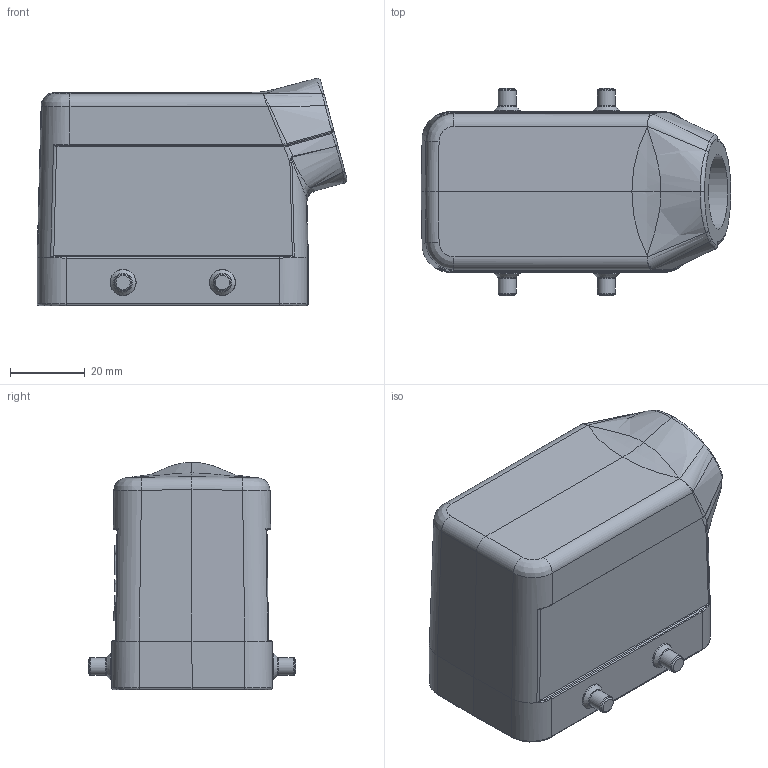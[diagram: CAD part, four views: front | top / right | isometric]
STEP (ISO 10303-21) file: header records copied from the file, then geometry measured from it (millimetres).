
FILE_DESCRIPTION(/* description */ (''),/* implementation_level */ '2;1');
FILE_NAME(/* name */ '100094763ugm000_d.stp',/* time_stamp */ '2017-10-30T09:08:29+01:00',/* author */ (''),/* organization */ (''),/* preprocessor_version */ 'ST-DEVELOPER v16',/* originating_system */ 'SIEMENS PLM Software NX 10.0',/* authorisation */ '');
FILE_SCHEMA (('AUTOMOTIVE_DESIGN { 1 0 10303 214 3 1 1 1 }'));
Length unit declared in the file: millimetre
Products named in the file (1): 100094763ugm000_d
Bounding box: 82.9 x 55.6 x 60.86 mm (x, y, z)
Volume: 56879 mm3; surface area: 30172.8 mm2
Topology: 1 solids, 1 shells, 443 faces, 1575 edges, 1651 vertices
Faces by surface type: bspline 155, plane 148, cylinder 99, torus 23, cone 18
Full cylindrical faces by diameter (mm): 3 x4, 4 x4, 4.8 x4, 7 x4, 16 x1, 20 x1
Entity records: 21898 total; most frequent: CARTESIAN_POINT 8913, ORIENTED_EDGE 1978, DIRECTION 1727, EDGE_CURVE 989, PRESENTATION_STYLE_ASSIGNMENT 662, B_SPLINE_CURVE_WITH_KNOTS 634, VERTEX_POINT 621, AXIS2_PLACEMENT_3D 590
